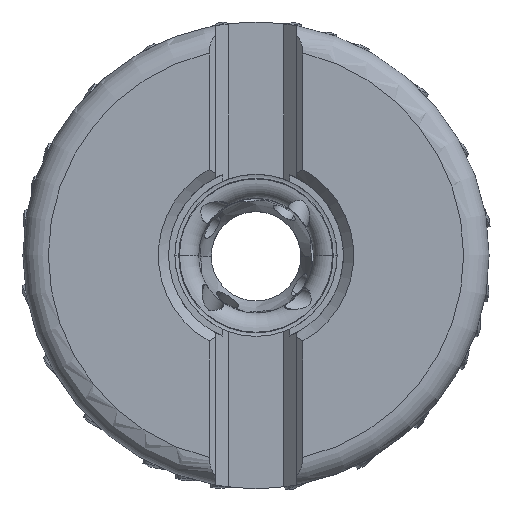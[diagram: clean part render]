
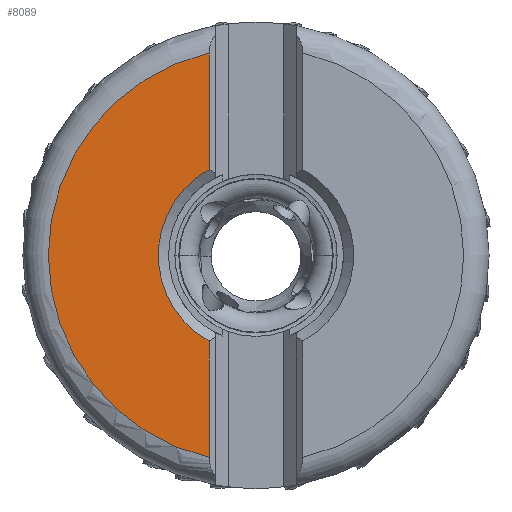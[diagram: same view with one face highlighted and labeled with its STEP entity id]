
A CAD part, top view. The second image highlights one B-rep face of the part: STEP entity #8089.
In plain terms, the highlighted planar face has unit normal (0, 0, 1).
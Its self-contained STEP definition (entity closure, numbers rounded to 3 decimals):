
#1553=PLANE('',#47823);
#2864=LINE('',#87276,#5211);
#2867=LINE('',#87309,#5214);
#5211=VECTOR('',#56167,1.);
#5214=VECTOR('',#56184,1.);
#8089=ADVANCED_FACE('',(#11759),#1553,.T.);
#11759=FACE_OUTER_BOUND('',#14275,.T.);
#14275=EDGE_LOOP('',(#23959,#23960,#23961,#23962));
#16457=CIRCLE('',#47813,16.257);
#16460=CIRCLE('',#47820,7.65);
#23959=ORIENTED_EDGE('',*,*,#39607,.F.);
#23960=ORIENTED_EDGE('',*,*,#39618,.T.);
#23961=ORIENTED_EDGE('',*,*,#39616,.F.);
#23962=ORIENTED_EDGE('',*,*,#39609,.T.);
#34094=VERTEX_POINT('',#87262);
#34095=VERTEX_POINT('',#87264);
#34096=VERTEX_POINT('',#87277);
#34100=VERTEX_POINT('',#87301);
#39607=EDGE_CURVE('',#34094,#34095,#16457,.T.);
#39609=EDGE_CURVE('',#34096,#34095,#2864,.T.);
#39616=EDGE_CURVE('',#34096,#34100,#16460,.T.);
#39618=EDGE_CURVE('',#34094,#34100,#2867,.T.);
#47813=AXIS2_PLACEMENT_3D('',#87263,#56163,#56164);
#47820=AXIS2_PLACEMENT_3D('',#87300,#56180,#56181);
#47823=AXIS2_PLACEMENT_3D('',#87311,#56187,#56188);
#56163=DIRECTION('',(0.,0.,-1.));
#56164=DIRECTION('',(-0.226,-0.974,0.));
#56167=DIRECTION('',(0.,1.,0.));
#56180=DIRECTION('',(0.,0.,1.));
#56181=DIRECTION('',(-0.48,0.877,0.));
#56184=DIRECTION('',(0.,1.,0.));
#56187=DIRECTION('',(0.,0.,1.));
#56188=DIRECTION('',(-1.,0.,0.));
#87262=CARTESIAN_POINT('',(-3.675,-15.836,0.));
#87263=CARTESIAN_POINT('',(0.,0.,0.));
#87264=CARTESIAN_POINT('',(-3.675,15.836,0.));
#87276=CARTESIAN_POINT('',(-3.675,6.709,0.));
#87277=CARTESIAN_POINT('',(-3.675,6.709,0.));
#87300=CARTESIAN_POINT('',(0.,0.,0.));
#87301=CARTESIAN_POINT('',(-3.675,-6.709,0.));
#87309=CARTESIAN_POINT('',(-3.675,-15.836,0.));
#87311=CARTESIAN_POINT('',(-9.966,0.,0.));
